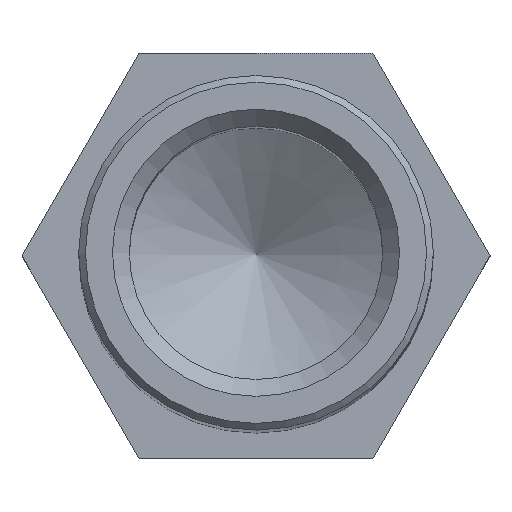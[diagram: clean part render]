
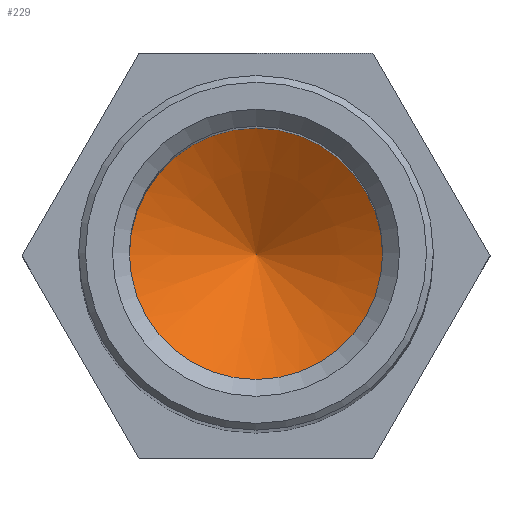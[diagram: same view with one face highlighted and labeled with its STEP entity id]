
A CAD part, top view. The second image highlights one B-rep face of the part: STEP entity #229.
In plain terms, the highlighted conical face has half-angle 59 degrees and reference radius 0.75 mm.
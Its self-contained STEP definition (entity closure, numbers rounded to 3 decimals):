
#166=CARTESIAN_POINT('',(1.5,0.0,9.96));
#167=VERTEX_POINT('',#166);
#168=CARTESIAN_POINT('',(0.0,0.0,9.96));
#169=DIRECTION('',(0.0,0.0,1.0));
#170=DIRECTION('',(1.0,0.0,0.0));
#171=AXIS2_PLACEMENT_3D('',#168,#169,#170);
#172=CIRCLE('',#171,1.5);
#173=EDGE_CURVE('',#167,#167,#172,.T.);
#221=CARTESIAN_POINT('',(0.0,0.0,9.509));
#222=DIRECTION('',(0.0,0.0,1.0));
#223=DIRECTION('',(1.0,0.0,0.0));
#224=AXIS2_PLACEMENT_3D('',#221,#222,#223);
#225=CONICAL_SURFACE('',#224,0.75,59.);
#226=ORIENTED_EDGE('',*,*,#173,.T.);
#227=EDGE_LOOP('',(#226));
#228=FACE_OUTER_BOUND('',#227,.T.);
#229=ADVANCED_FACE('',(#228),#225,.F.);
